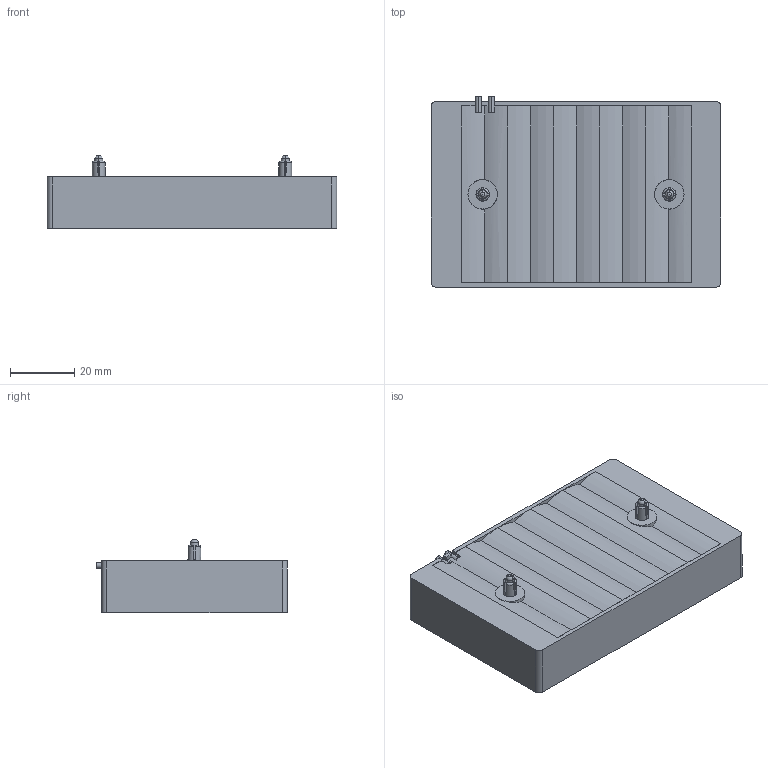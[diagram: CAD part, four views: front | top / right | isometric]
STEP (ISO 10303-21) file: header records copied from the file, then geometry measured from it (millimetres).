
FILE_DESCRIPTION (( 'STEP AP214' ), '1' );
FILE_NAME ('Battery Holder for (6)AA.step', '2016-10-28T06:57:14', ( 'dell' ), ( '' ), 'SwSTEP 2.0', 'SolidWorks 2013', '' );
FILE_SCHEMA (( 'AUTOMOTIVE_DESIGN' ));
Length unit declared in the file: millimetre
Products named in the file (1): Battery Holder for (6)AA
Bounding box: 90 x 59.2 x 22.8 mm (x, y, z)
Surface area: 19956.3 mm2 (no closed solid volume)
Topology: 0 solids, 7 shells, 130 faces, 391 edges, 254 vertices
Faces by surface type: plane 66, cylinder 44, torus 16, cone 2, sphere 2
Entity records: 6189 total; most frequent: CARTESIAN_POINT 1314, DIRECTION 736, ORIENTED_EDGE 694, EDGE_CURVE 385, AXIS2_PLACEMENT_3D 284, VERTEX_POINT 250, VECTOR 168, LINE 168
